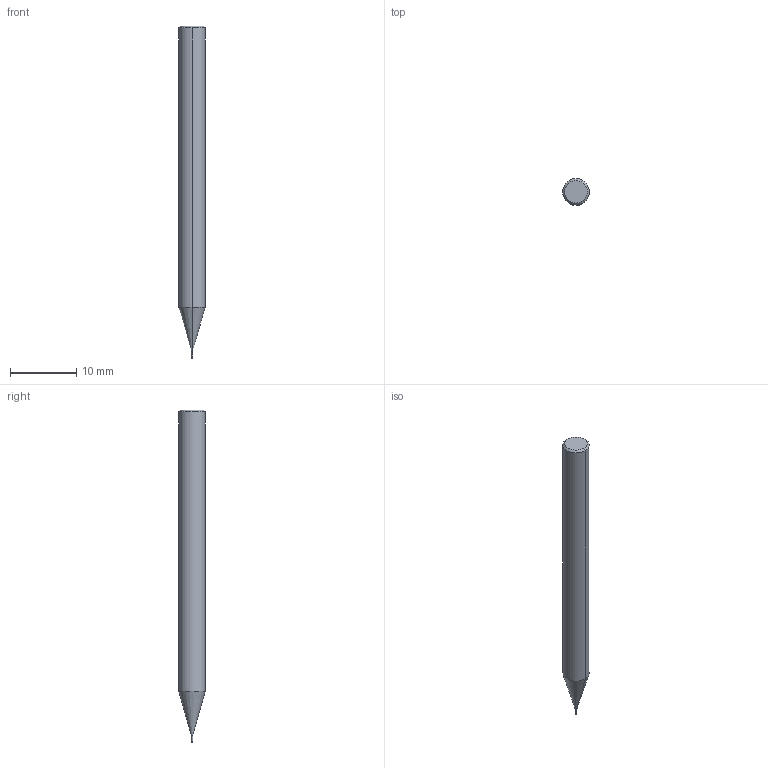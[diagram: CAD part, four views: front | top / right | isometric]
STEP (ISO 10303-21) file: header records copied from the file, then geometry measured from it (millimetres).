
FILE_DESCRIPTION(('no description'),'unknown implementation level');
FILE_NAME('HLRS4002-002-010-Huellk.stp',' ',('CIMSOURCE GmbH'),('CADClick - KiM GmbH - www.kimweb.de'),'unknown preprocess','ACIS','unknown authorization');
FILE_SCHEMA(('automotive_design'));
Length unit declared in the file: millimetre
Products named in the file (2): 1; 2
Bounding box: 4 x 4 x 50 mm (x, y, z)
Volume: 560.9 mm3; surface area: 588.6 mm2
Topology: 2 solids, 2 shells, 26 faces, 50 edges, 30 vertices
Faces by surface type: cone 10, cylinder 8, plane 6, torus 2
Entity records: 1343 total; most frequent: DIRECTION 146, CARTESIAN_POINT 112, STYLED_ITEM 108, PRESENTATION_STYLE_ASSIGNMENT 108, COLOUR_RGB 108, ORIENTED_EDGE 100, AXIS2_PLACEMENT_3D 64, EDGE_CURVE 50
